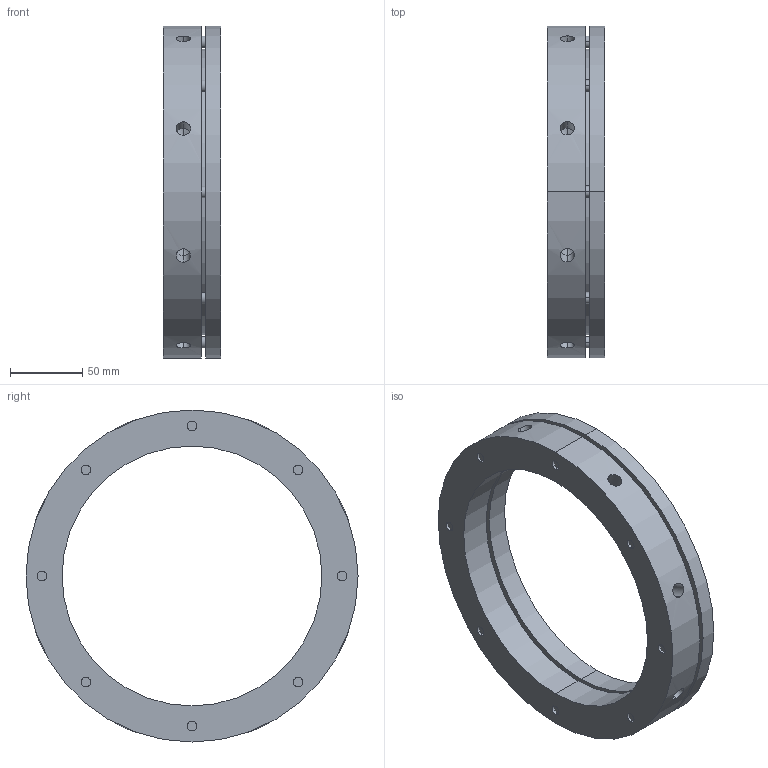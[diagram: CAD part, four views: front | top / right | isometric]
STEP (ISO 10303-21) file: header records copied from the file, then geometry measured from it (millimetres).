
FILE_DESCRIPTION (( 'STEP AP203' ), '1' );
FILE_NAME ('FKD FAN180.STEP', '2014-07-13T11:54:03', ( '' ), ( '' ), 'SwSTEP 2.0', 'SolidWorks 2012', '' );
FILE_SCHEMA (( 'CONFIG_CONTROL_DESIGN' ));
Length unit declared in the file: millimetre
Products named in the file (3): FKD FAN180; M8X30_default
Assembly tree (9 placements, depth 2):
  FKD FAN180
    FKD FAN180
    M8X30_default  x8
Bounding box: 40 x 230 x 230 mm (x, y, z)
Volume: 566158.6 mm3; surface area: 150097.6 mm2
Topology: 9 solids, 9 shells, 266 faces, 628 edges, 392 vertices
Faces by surface type: cylinder 140, plane 94, cone 32
Entity records: 6019 total; most frequent: CARTESIAN_POINT 1410, DIRECTION 938, ORIENTED_EDGE 772, AXIS2_PLACEMENT_3D 388, EDGE_CURVE 386, VERTEX_POINT 252, EDGE_LOOP 248, CIRCLE 208
